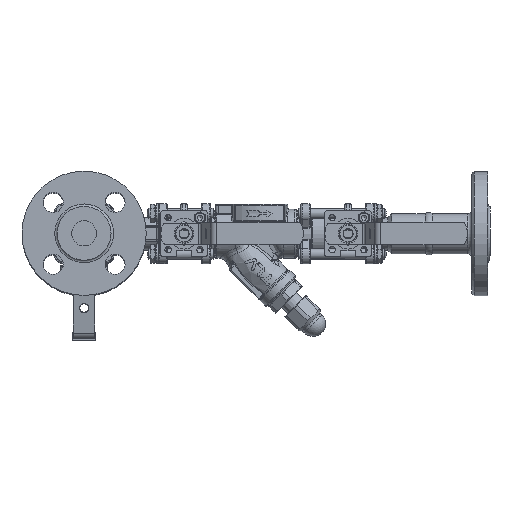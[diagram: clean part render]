
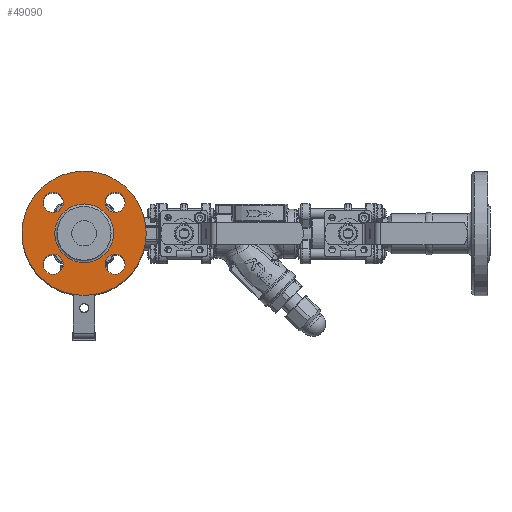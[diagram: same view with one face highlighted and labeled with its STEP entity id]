
A CAD part, top view. The second image highlights one B-rep face of the part: STEP entity #49090.
In plain terms, the highlighted planar face has unit normal (0, 0, 1).
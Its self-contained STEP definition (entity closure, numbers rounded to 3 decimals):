
#4922=FACE_BOUND('',#11030,.T.);
#4923=FACE_BOUND('',#11031,.T.);
#4924=FACE_BOUND('',#11032,.T.);
#4925=FACE_BOUND('',#11033,.T.);
#4926=FACE_BOUND('',#11034,.T.);
#5591=PLANE('',#53690);
#7804=FACE_OUTER_BOUND('',#11029,.T.);
#11029=EDGE_LOOP('',(#39831));
#11030=EDGE_LOOP('',(#39832));
#11031=EDGE_LOOP('',(#39833));
#11032=EDGE_LOOP('',(#39834));
#11033=EDGE_LOOP('',(#39835));
#11034=EDGE_LOOP('',(#39836));
#18849=CIRCLE('',#53675,49.5);
#18851=CIRCLE('',#53679,8.);
#18853=CIRCLE('',#53682,8.);
#18855=CIRCLE('',#53685,8.);
#18857=CIRCLE('',#53688,8.);
#18859=CIRCLE('',#53691,23.41);
#22333=VERTEX_POINT('',#88486);
#22335=VERTEX_POINT('',#88494);
#22337=VERTEX_POINT('',#88500);
#22339=VERTEX_POINT('',#88506);
#22341=VERTEX_POINT('',#88512);
#22343=VERTEX_POINT('',#88518);
#28438=EDGE_CURVE('',#22333,#22333,#18849,.T.);
#28441=EDGE_CURVE('',#22335,#22335,#18851,.T.);
#28444=EDGE_CURVE('',#22337,#22337,#18853,.T.);
#28447=EDGE_CURVE('',#22339,#22339,#18855,.T.);
#28450=EDGE_CURVE('',#22341,#22341,#18857,.T.);
#28453=EDGE_CURVE('',#22343,#22343,#18859,.T.);
#39831=ORIENTED_EDGE('',*,*,#28438,.F.);
#39832=ORIENTED_EDGE('',*,*,#28441,.T.);
#39833=ORIENTED_EDGE('',*,*,#28444,.T.);
#39834=ORIENTED_EDGE('',*,*,#28447,.T.);
#39835=ORIENTED_EDGE('',*,*,#28450,.T.);
#39836=ORIENTED_EDGE('',*,*,#28453,.F.);
#49090=ADVANCED_FACE('',(#7804,#4922,#4923,#4924,#4925,#4926),#5591,.F.);
#53675=AXIS2_PLACEMENT_3D('',#88488,#63893,#63894);
#53679=AXIS2_PLACEMENT_3D('',#88495,#63902,#63903);
#53682=AXIS2_PLACEMENT_3D('',#88501,#63909,#63910);
#53685=AXIS2_PLACEMENT_3D('',#88507,#63916,#63917);
#53688=AXIS2_PLACEMENT_3D('',#88513,#63923,#63924);
#53690=AXIS2_PLACEMENT_3D('',#88517,#63928,#63929);
#53691=AXIS2_PLACEMENT_3D('',#88519,#63930,#63931);
#63893=DIRECTION('center_axis',(0.,0.,
-1.));
#63894=DIRECTION('ref_axis',(1.,0.,0.));
#63902=DIRECTION('center_axis',(0.,0.,
-1.));
#63903=DIRECTION('ref_axis',(-1.,0.,0.));
#63909=DIRECTION('center_axis',(0.,0.,
-1.));
#63910=DIRECTION('ref_axis',(0.,1.,0.));
#63916=DIRECTION('center_axis',(0.,0.,
-1.));
#63917=DIRECTION('ref_axis',(1.,0.,0.));
#63923=DIRECTION('center_axis',(0.,0.,
-1.));
#63924=DIRECTION('ref_axis',(0.,-1.,0.));
#63928=DIRECTION('center_axis',(0.,0.,
-1.));
#63929=DIRECTION('ref_axis',(1.,0.,0.));
#63930=DIRECTION('center_axis',(0.,0.,
1.));
#63931=DIRECTION('ref_axis',(-1.,0.,0.));
#88486=CARTESIAN_POINT('',(-194.536,18.833,200.883));
#88488=CARTESIAN_POINT('Origin',(-145.036,18.833,200.883));
#88494=CARTESIAN_POINT('',(-161.714,-5.845,200.883));
#88495=CARTESIAN_POINT('Origin',(-169.714,-5.845,200.883));
#88500=CARTESIAN_POINT('',(-169.714,35.511,200.883));
#88501=CARTESIAN_POINT('Origin',(-169.714,43.511,200.883));
#88506=CARTESIAN_POINT('',(-128.358,43.511,200.883));
#88507=CARTESIAN_POINT('Origin',(-120.358,43.511,200.883));
#88512=CARTESIAN_POINT('',(-120.358,2.155,200.883));
#88513=CARTESIAN_POINT('Origin',(-120.358,-5.845,200.883));
#88517=CARTESIAN_POINT('Origin',(-145.036,18.833,200.883));
#88518=CARTESIAN_POINT('',(-121.626,18.833,200.883));
#88519=CARTESIAN_POINT('Origin',(-145.036,18.833,200.883));
